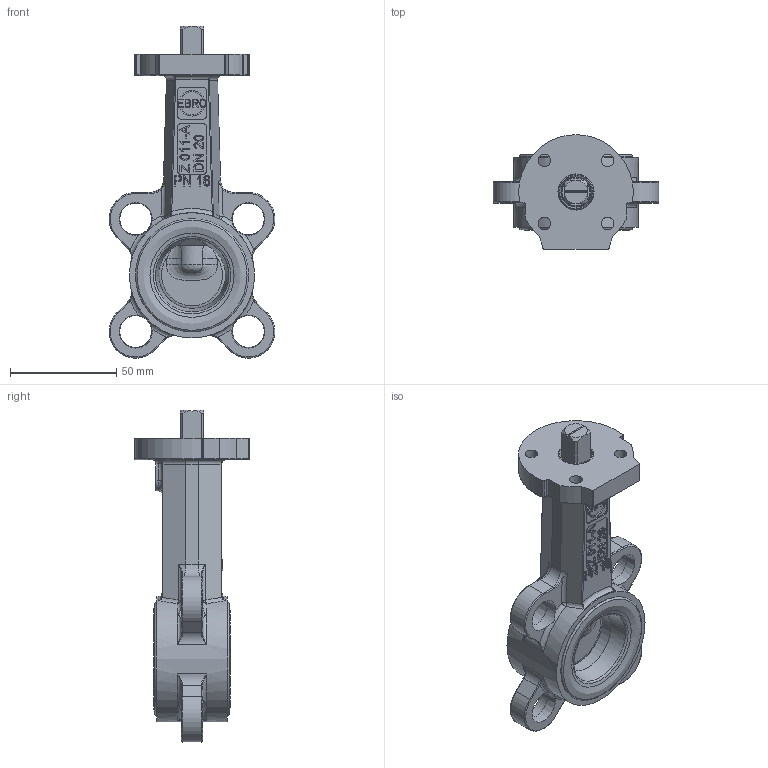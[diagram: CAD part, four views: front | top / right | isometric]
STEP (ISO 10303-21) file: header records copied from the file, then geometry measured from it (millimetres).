
FILE_DESCRIPTION((''),'2;1');
FILE_NAME('Z011-A-GG DN020.stp','2007-09-25T11:39:03',('hellwig'),(''),'Autodesk Inventor 11','Autodesk Inventor 11','');
FILE_SCHEMA(('AUTOMOTIVE_DESIGN { 1 0 10303 214 1 1 1 1 }'));
Length unit declared in the file: millimetre
Products named in the file (1): Bauteil5
Bounding box: 77.99 x 54 x 156.37 mm (x, y, z)
Volume: 142509.6 mm3; surface area: 42421.7 mm2
Topology: 1 solids, 4 shells, 670 faces, 1717 edges, 1062 vertices
Faces by surface type: plane 241, bspline 221, cylinder 125, torus 49, cone 28, sphere 6
Full cylindrical faces by diameter (mm): 4 x1, 9 x1, 9.2 x1, 11 x1, 11.2 x1, 12 x2, 12.2 x2, 12.35 x1, 14 x3, 14.35 x1, 16.95 x2, 53.3 x1, 59 x1
Entity records: 31473 total; most frequent: CARTESIAN_POINT 17090, ORIENTED_EDGE 3154, DIRECTION 2520, EDGE_CURVE 1577, VERTEX_POINT 1027, AXIS2_PLACEMENT_3D 889, EDGE_LOOP 803, VECTOR 742
